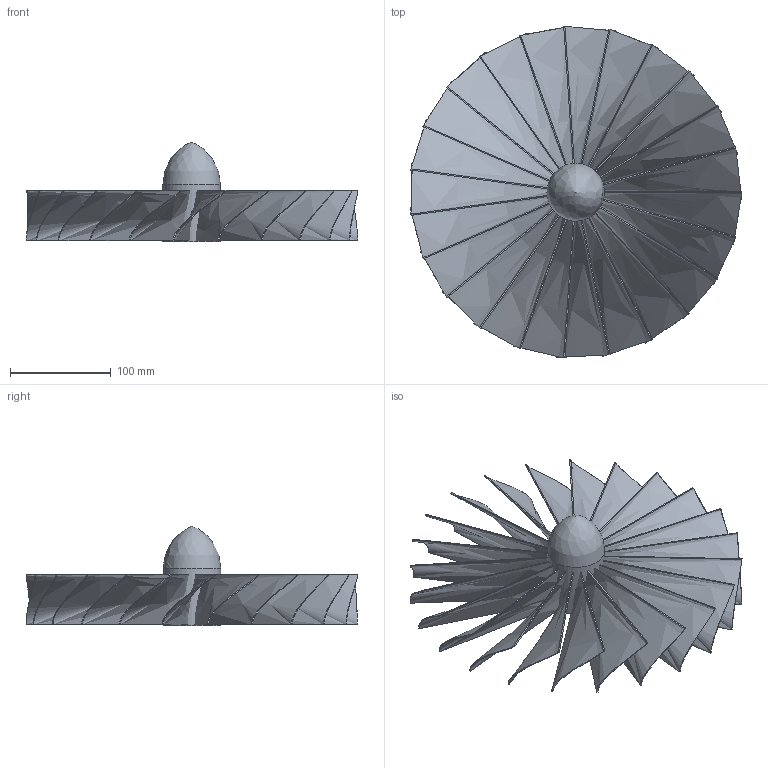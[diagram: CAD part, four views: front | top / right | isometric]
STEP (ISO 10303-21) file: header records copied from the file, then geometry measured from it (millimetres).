
FILE_DESCRIPTION(/* description */ (''),/* implementation_level */ '2;1');
FILE_NAME(/* name */ 'normal fan .step',/* time_stamp */ '2021-10-15T11:33:36+01:00',/* author */ (''),/* organization */ (''),/* preprocessor_version */ 'ST-DEVELOPER v18.1',/* originating_system */ 'Autodesk Translation Framework v10.10.0.1391',/* authorisation */ '');
FILE_SCHEMA (('AUTOMOTIVE_DESIGN { 1 0 10303 214 3 1 1 }'));
Length unit declared in the file: millimetre
Products named in the file (3): fan design n2; blades; blade housing
Assembly tree (2 placements, depth 2):
  fan design n2
    blades
    blade housing
Bounding box: 329.29 x 329.59 x 99 mm (x, y, z)
Volume: 265022.7 mm3; surface area: 441285.3 mm2
Topology: 24 solids, 24 shells, 212 faces, 422 edges, 260 vertices
Faces by surface type: bspline 134, plane 51, sphere 20, cylinder 5, torus 2
Full cylindrical faces by diameter (mm): 43 x1, 46 x1, 54 x2, 57 x1
Entity records: 8725 total; most frequent: CARTESIAN_POINT 4915, ORIENTED_EDGE 840, DIRECTION 531, EDGE_CURVE 420, VERTEX_POINT 260, EDGE_LOOP 217, FACE_OUTER_BOUND 212, ADVANCED_FACE 212
